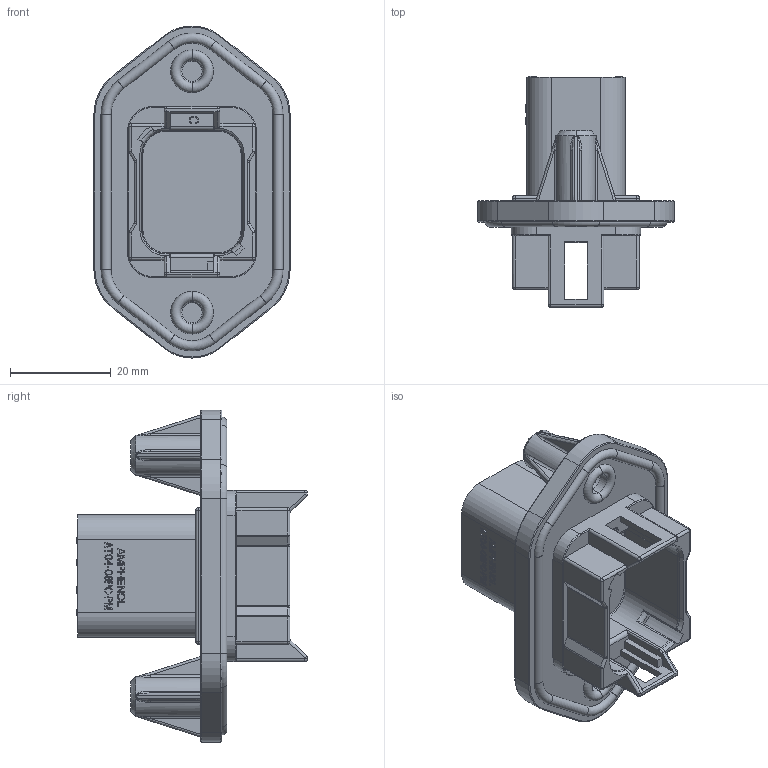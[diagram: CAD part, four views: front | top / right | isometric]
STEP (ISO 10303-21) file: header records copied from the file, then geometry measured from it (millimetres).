
FILE_DESCRIPTION((''),'2;1');
FILE_NAME('PL000308-C','2016-02-26T',('Orion.Li'),(''),'PRO/ENGINEER BY PARAMETRIC TECHNOLOGY CORPORATION, 2013230','PRO/ENGINEER BY PARAMETRIC TECHNOLOGY CORPORATION, 2013230','');
FILE_SCHEMA(('CONFIG_CONTROL_DESIGN'));
Length unit declared in the file: millimetre
Products named in the file (1): PL000308-C
Bounding box: 39 x 45.9 x 66 mm (x, y, z)
Volume: 23700.4 mm3; surface area: 11812.4 mm2
Topology: 1 solids, 1 shells, 1405 faces, 3809 edges, 2486 vertices
Faces by surface type: plane 1069, cylinder 164, bspline 76, torus 58, cone 22, sphere 16
Entity records: 47760 total; most frequent: CARTESIAN_POINT 12673, ORIENTED_EDGE 7618, DIRECTION 6707, EDGE_CURVE 3809, VECTOR 3093, LINE 3093, VERTEX_POINT 2486, AXIS2_PLACEMENT_3D 1807
